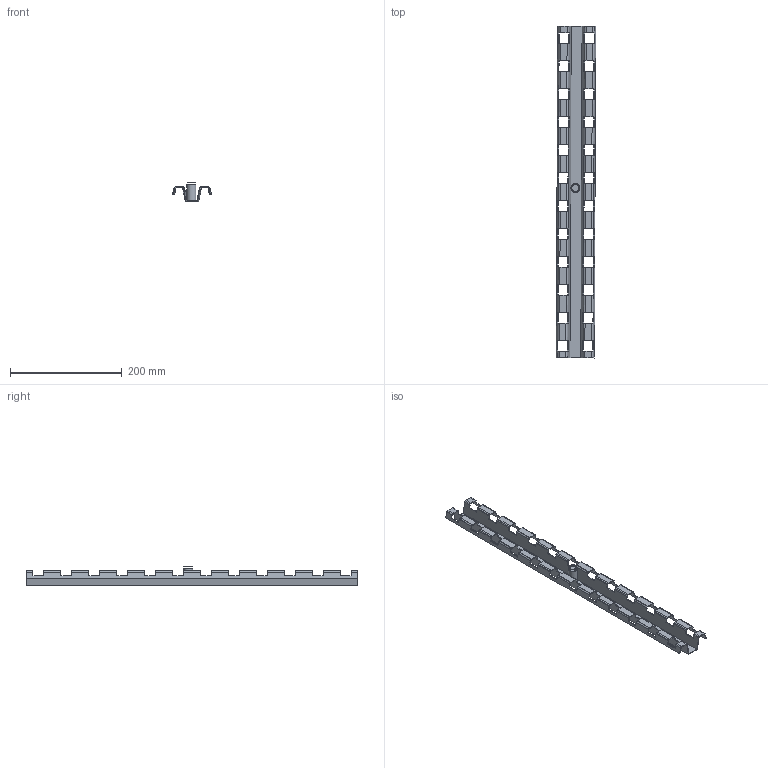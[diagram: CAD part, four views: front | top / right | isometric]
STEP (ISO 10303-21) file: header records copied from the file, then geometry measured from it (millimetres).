
FILE_DESCRIPTION(/* description */ (''),/* implementation_level */ '2;1');
FILE_NAME(/* name */ '586600.stp',/* time_stamp */ '2025-12-05T09:49:55+01:00',/* author */ ('mael.lecharpentier'),/* organization */ (''),/* preprocessor_version */ 'ST-DEVELOPER v20',/* originating_system */ 'AutoCAD Mechanical',/* authorisation */ '');
FILE_SCHEMA (('AUTOMOTIVE_DESIGN { 1 0 10303 214 3 1 1 }'));
Length unit declared in the file: millimetre
Products named in the file (1): Product
Bounding box: 70.31 x 594.25 x 34.18 mm (x, y, z)
Volume: 95945.1 mm3; surface area: 128428.8 mm2
Topology: 1 solids, 1 shells, 220 faces, 791 edges, 526 vertices
Faces by surface type: plane 163, cylinder 53, cone 4
Full cylindrical faces by diameter (mm): 16.2 x1
Entity records: 8499 total; most frequent: ORIENTED_EDGE 1582, CARTESIAN_POINT 1538, DIRECTION 1343, EDGE_CURVE 791, LINE 681, VECTOR 681, VERTEX_POINT 526, AXIS2_PLACEMENT_3D 331
